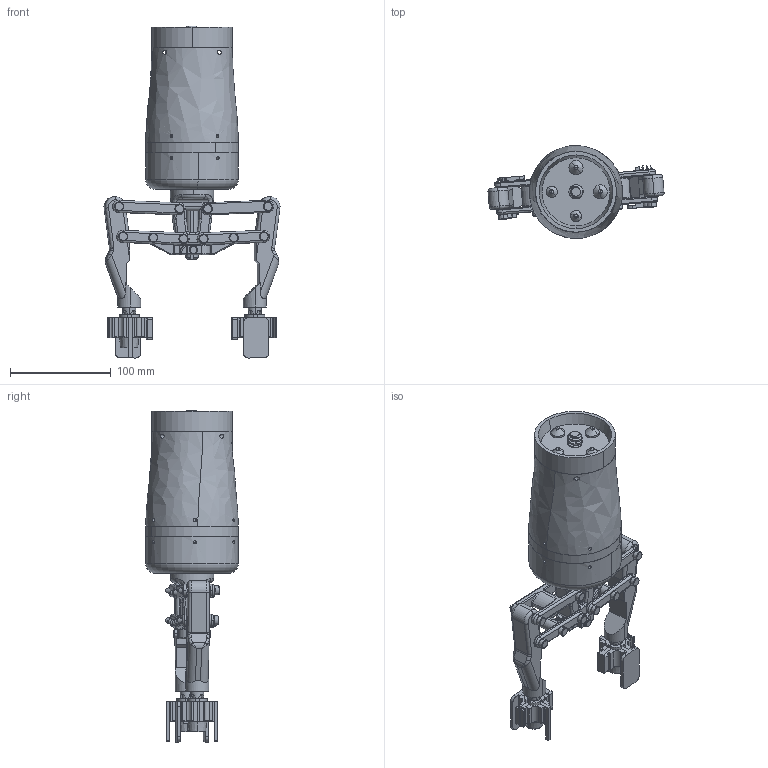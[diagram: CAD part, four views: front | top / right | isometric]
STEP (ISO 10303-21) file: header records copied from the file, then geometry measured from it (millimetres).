
FILE_DESCRIPTION (( 'STEP AP214' ), '1' );
FILE_NAME ('grip-tool.STEP', '2021-10-18T10:56:46', ( '' ), ( '' ), 'SwSTEP 2.0', 'SolidWorks 2020', '' );
FILE_SCHEMA (( 'AUTOMOTIVE_DESIGN' ));
Length unit declared in the file: millimetre
Products named in the file (31): shell-d3; small_cone; slider; zange; main_holder; crank; el-plate-maket-2; jaw-example_jaw-examp-long; jaw-example_jaw-examp-wide; shell-d1; pin; jaw-example_jaw-examp-flex; shaft; big_cone; lever-1; slider-pin; bearing-d25-37; holder; threaded-coupling; connector_m; grip_‘¬¥­­ë¥ ­ á ¤ª¨; grip-tool; shell-d2; rotate-jaw-holder; drive-gm6208; lever-2; locking-sleeve; screw_à_1à; el-plate-maket; rotate-jaw; jaw-example_jaw-examp-standart
Assembly tree (54 placements, depth 3):
  grip-tool
    shaft
    lever-1  x2
    lever-2  x4
    grip_‘¬¥­­ë¥ ­ á ¤ª¨  x2
    slider
    crank  x2
    holder
    shell-d1
    shell-d2
    connector_m
      main_holder
      screw_à_1à
      big_cone  x2
      small_cone  x2
      pin  x4
    shell-d3
    locking-sleeve  x2
    rotate-jaw  x2
      rotate-jaw-holder
      jaw-example_jaw-examp-flex
      jaw-example_jaw-examp-wide
      jaw-example_jaw-examp-long
      jaw-example_jaw-examp-standart
    bearing-d25-37
    drive-gm6208  x2
    threaded-coupling
    zange  x10
    slider-pin
    el-plate-maket
    el-plate-maket-2  x2
Bounding box: 174.48 x 92 x 329.05 mm (x, y, z)
Volume: 859246.5 mm3; surface area: 320944.4 mm2
Topology: 57 solids, 57 shells, 2583 faces, 6712 edges, 4234 vertices
Faces by surface type: plane 1021, cylinder 909, bspline 241, torus 201, cone 155, sphere 56
Entity records: 74996 total; most frequent: CARTESIAN_POINT 34973, ORIENTED_EDGE 8190, DIRECTION 7679, EDGE_CURVE 4095, AXIS2_PLACEMENT_3D 2906, VERTEX_POINT 2617, VECTOR 1867, LINE 1867
